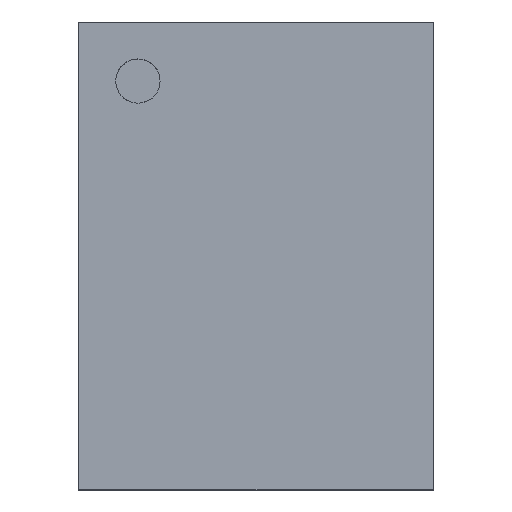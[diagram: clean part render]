
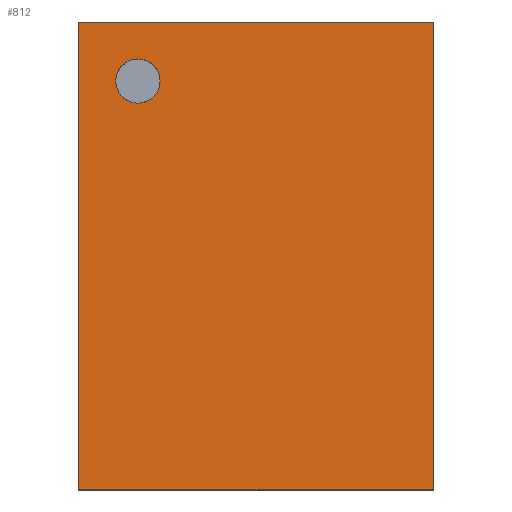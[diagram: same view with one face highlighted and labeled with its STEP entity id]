
A CAD part, top view. The second image highlights one B-rep face of the part: STEP entity #812.
In plain terms, the highlighted planar face has unit normal (0, 0, 1).
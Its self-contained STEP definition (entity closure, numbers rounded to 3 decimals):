
#2 = CARTESIAN_POINT ( 'NONE',  ( 0., 0., 0.625 ) ) ;
#20 = DIRECTION ( 'NONE',  ( 1., 0., 0. ) ) ;
#22 = EDGE_CURVE ( 'NONE', #371, #785, #108, .T. ) ;
#31 = CARTESIAN_POINT ( 'NONE',  ( 0., 2.06, 0.625 ) ) ;
#55 = ORIENTED_EDGE ( 'NONE', *, *, #64, .T. ) ;
#64 = EDGE_CURVE ( 'NONE', #268, #565, #473, .T. ) ;
#65 = DIRECTION ( 'NONE',  ( 0., 0., 1. ) ) ;
#75 = AXIS2_PLACEMENT_3D ( 'NONE', #322, #65, #511 ) ;
#88 = AXIS2_PLACEMENT_3D ( 'NONE', #361, #152, #20 ) ;
#91 = DIRECTION ( 'NONE',  ( 1., 0., 0. ) ) ;
#102 = EDGE_LOOP ( 'NONE', ( #256, #307 ) ) ;
#105 = CIRCLE ( 'NONE', #88, 0.098 ) ;
#108 = CIRCLE ( 'NONE', #305, 0.098 ) ;
#139 = VECTOR ( 'NONE', #770, 1000. ) ;
#152 = DIRECTION ( 'NONE',  ( 0., 0., -1. ) ) ;
#190 = FACE_BOUND ( 'NONE', #102, .T. ) ;
#210 = VECTOR ( 'NONE', #91, 1000. ) ;
#214 = CARTESIAN_POINT ( 'NONE',  ( 0.26, 1.8, 0.625 ) ) ;
#227 = CARTESIAN_POINT ( 'NONE',  ( 0., 0., 0.625 ) ) ;
#256 = ORIENTED_EDGE ( 'NONE', *, *, #22, .T. ) ;
#257 = PLANE ( 'NONE',  #75 ) ;
#265 = EDGE_CURVE ( 'NONE', #565, #644, #739, .T. ) ;
#268 = VERTEX_POINT ( 'NONE', #417 ) ;
#275 = EDGE_LOOP ( 'NONE', ( #749, #598, #55, #713 ) ) ;
#280 = EDGE_CURVE ( 'NONE', #785, #371, #105, .T. ) ;
#290 = CARTESIAN_POINT ( 'NONE',  ( 0., 0., 0.625 ) ) ;
#305 = AXIS2_PLACEMENT_3D ( 'NONE', #214, #401, #656 ) ;
#307 = ORIENTED_EDGE ( 'NONE', *, *, #280, .T. ) ;
#322 = CARTESIAN_POINT ( 'NONE',  ( 0., 0., 0.625 ) ) ;
#343 = DIRECTION ( 'NONE',  ( 0., -1., 0. ) ) ;
#354 = CARTESIAN_POINT ( 'NONE',  ( 1.56, 0., 0.625 ) ) ;
#361 = CARTESIAN_POINT ( 'NONE',  ( 0.26, 1.8, 0.625 ) ) ;
#371 = VERTEX_POINT ( 'NONE', #633 ) ;
#390 = LINE ( 'NONE', #354, #467 ) ;
#401 = DIRECTION ( 'NONE',  ( 0., 0., -1. ) ) ;
#404 = CARTESIAN_POINT ( 'NONE',  ( 0.163, 1.8, 0.625 ) ) ;
#408 = CARTESIAN_POINT ( 'NONE',  ( 1.56, 2.06, 0.625 ) ) ;
#417 = CARTESIAN_POINT ( 'NONE',  ( 0., 2.06, 0.625 ) ) ;
#427 = DIRECTION ( 'NONE',  ( -1., 0., 0. ) ) ;
#439 = LINE ( 'NONE', #31, #611 ) ;
#467 = VECTOR ( 'NONE', #343, 1000. ) ;
#473 = LINE ( 'NONE', #2, #139 ) ;
#511 = DIRECTION ( 'NONE',  ( 1., 0., 0. ) ) ;
#516 = EDGE_CURVE ( 'NONE', #591, #644, #390, .T. ) ;
#542 = CARTESIAN_POINT ( 'NONE',  ( 1.56, 0., 0.625 ) ) ;
#565 = VERTEX_POINT ( 'NONE', #227 ) ;
#591 = VERTEX_POINT ( 'NONE', #408 ) ;
#598 = ORIENTED_EDGE ( 'NONE', *, *, #682, .T. ) ;
#611 = VECTOR ( 'NONE', #427, 1000. ) ;
#633 = CARTESIAN_POINT ( 'NONE',  ( 0.358, 1.8, 0.625 ) ) ;
#644 = VERTEX_POINT ( 'NONE', #542 ) ;
#656 = DIRECTION ( 'NONE',  ( 1., 0., 0. ) ) ;
#682 = EDGE_CURVE ( 'NONE', #591, #268, #439, .T. ) ;
#713 = ORIENTED_EDGE ( 'NONE', *, *, #265, .T. ) ;
#739 = LINE ( 'NONE', #290, #210 ) ;
#749 = ORIENTED_EDGE ( 'NONE', *, *, #516, .F. ) ;
#769 = FACE_OUTER_BOUND ( 'NONE', #275, .T. ) ;
#770 = DIRECTION ( 'NONE',  ( 0., -1., 0. ) ) ;
#785 = VERTEX_POINT ( 'NONE', #404 ) ;
#812 = ADVANCED_FACE ( 'NONE', ( #190, #769 ), #257, .T. ) ;
